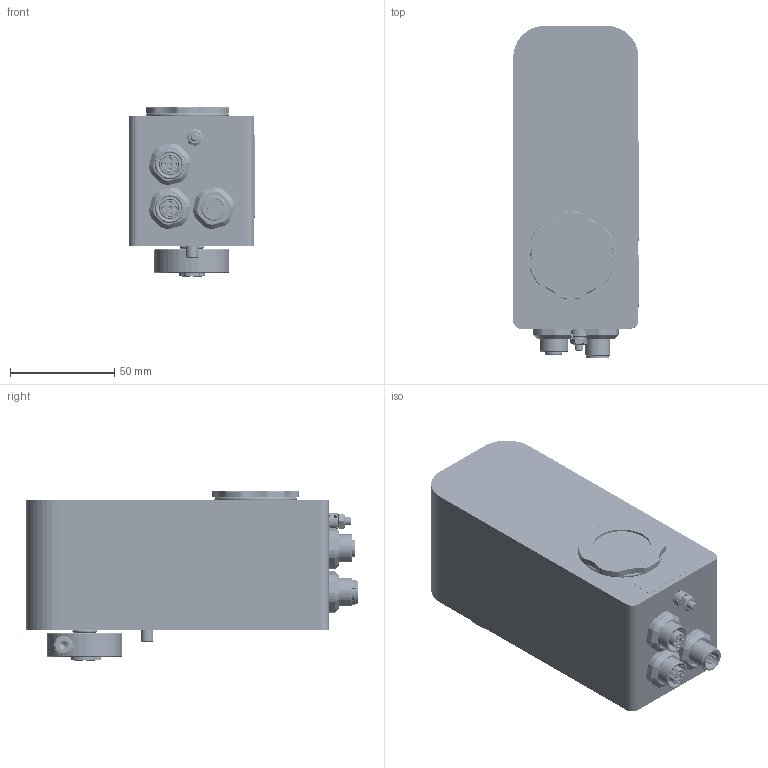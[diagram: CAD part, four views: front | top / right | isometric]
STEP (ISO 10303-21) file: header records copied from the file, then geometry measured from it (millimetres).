
FILE_DESCRIPTION(/* description */ ('Grundgestell PSS30x-8'),/* implementation_level */ '2;1');
FILE_NAME(/* name */ 'PSS30x-8.stp',/* time_stamp */ '2015-10-09T12:03:33+02:00',/* author */ ('nwolf'),/* organization */ (''),/* preprocessor_version */ 'ST-DEVELOPER v15.6',/* originating_system */ 'Autodesk Inventor 2015',/* authorisation */ '');
FILE_SCHEMA (('AUTOMOTIVE_DESIGN { 1 0 10303 214 3 1 1 }'));
Products named in the file (97): 1020.006293M; DIN 625 SKF - SKF 61800-2RS1; DIN 625 SKF - SKF 624; DIN 625 SKF - SKF 623; 1190.000694M; 9010.020793M; 1110.002944M; DIN 912 - M3 x 0,5 x 8 x 6,75; 1020.003594M; DIN 963 - M2 x 8; 1030.012614M; 2210.000549M; 1290.003194M; 9010.011904M; 1110.000704MA; 2000.000219M; 3000.005779M; DIN 912 - M3 x 0,5 x 6 x 4,75; 1300.009954M; 1030.012624M; 9010.011914M; 1110.003224M; 1200.006484M; 1300.029654M; DIN 913 - M3 x 3; 1290.002454M; DIN 471 - 10x1; DIN 3771 - 8 x 1,8 - N - NBR 70(1); 2000.003039M; 2600.000179M; 1200.000639M; 1300.029014M; 1300.029664M; 9010.011934M; 1230.005564M; 1300.028444M; 1300.029684M; 9010.011954M; 1230.005814M; 1200.000579M ...
Assembly tree (147 placements, depth 6):
  7300.012623M
    9010.020783M
      9010.020793M
        1020.006293M
        DIN 625 SKF - SKF 61800-2RS1
        DIN 625 SKF - SKF 624  x2
        DIN 625 SKF - SKF 623
        1190.000694M
      1110.002944M  x5
      DIN 912 - M3 x 0,5 x 8 x 6,75  x9
      1020.003594M
      DIN 963 - M2 x 8
      9010.011904M
        1030.012614M
        2210.000549M
        1290.003194M
        DIN 625 SKF - SKF 624  x2
        DIN 625 SKF - SKF 623
      1110.000704MA  x3
      2000.000219M  x3
      3000.005779M
      DIN 912 - M3 x 0,5 x 6 x 4,75  x2
      1300.009954M
      9010.011914M
        1030.012624M
        DIN 625 SKF - SKF 623  x2
      1110.003224M  x2
      1200.006484M
      1300.029654M
      DIN 913 - M3 x 3  x2
      1290.002454M
      DIN 471 - 10x1
      DIN 3771 - 8 x 1,8 - N - NBR 70(1)
      2000.003039M
      2600.000179M  x2
      9010.011934M
        1200.000639M
        1300.029014M
        1300.029664M
      1230.005564M
      9010.011954M
        1200.000639M
        1300.028444M
        1300.029684M
      1230.005814M
      9010.011984M
        1200.000579M
        1300.028454M
        1300.025124M
      1230.007094M
      9010.011994M
        1200.000779M
        1300.025124M
        1300.009944M
      9010.018354M
        9010.010444M
          1000.012303ME
          1020.003704MA
          1200.006679M  x7
          1300.028464MA  x6
Bounding box: 60.2 x 159 x 81.5 mm (x, y, z)
Volume: 192600.3 mm3; surface area: 181741.7 mm2
Topology: 177 solids, 177 shells, 3850 faces, 9578 edges, 6230 vertices
Faces by surface type: plane 2132, cylinder 960, cone 251, torus 216, bspline 204, sphere 87
Full cylindrical faces by diameter (mm): 0.75 x5, 1 x13, 1.1 x8, 1.2 x2, 1.5 x2, 1.6 x8, 1.729 x6, 1.783 x2, 1.97 x13, 2 x30, 2.05 x1, 2.1 x6, 2.2 x7, 2.3 x1, 2.459 x3, 2.5 x2, 2.621 x12, 2.96 x4, 2.97 x1, 3 x31, 3.1 x17, 3.242 x2, 3.4 x2, 3.5 x4, 3.96 x1, 3.98 x1, 4 x50, 4.05 x1, 4.1 x3, 4.2 x2
Entity records: 88763 total; most frequent: CARTESIAN_POINT 20691, DIRECTION 13409, ORIENTED_EDGE 12992, EDGE_CURVE 6490, AXIS2_PLACEMENT_3D 4756, VERTEX_POINT 4498, LINE 3897, VECTOR 3897
